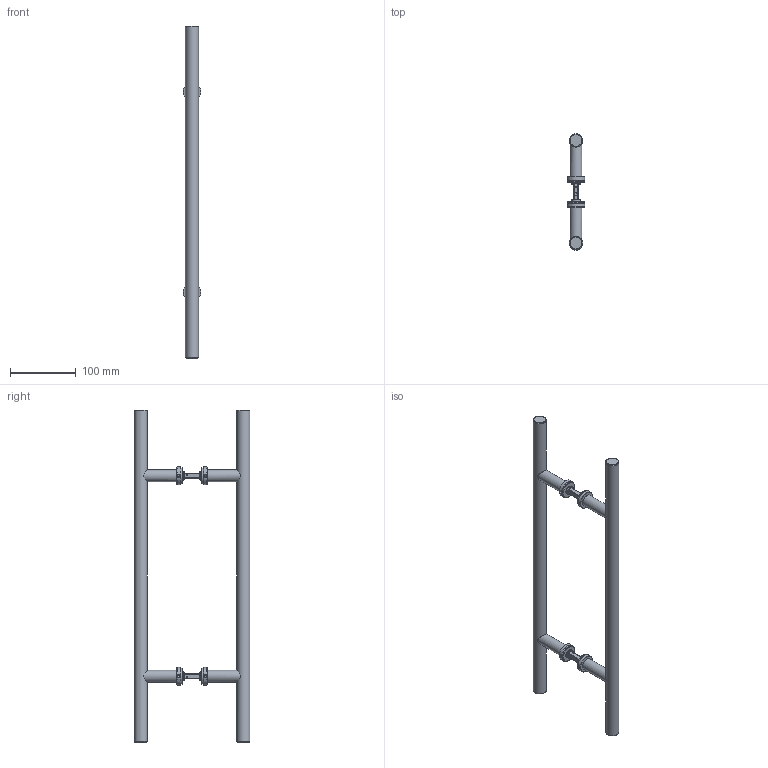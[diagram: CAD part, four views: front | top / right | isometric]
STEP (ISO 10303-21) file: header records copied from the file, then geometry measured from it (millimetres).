
FILE_DESCRIPTION(/* description */ (''),/* implementation_level */ '2;1');
FILE_NAME(/* name */ 'NEPTUNE_505.stp',/* time_stamp */ '2019-08-08T11:43:25+02:00',/* author */ ('DOMINIQUE'),/* organization */ (''),/* preprocessor_version */ 'ST-DEVELOPER v17.2',/* originating_system */ 'Autodesk Inventor 2019',/* authorisation */ '');
FILE_SCHEMA (('AUTOMOTIVE_DESIGN { 1 0 10303 214 3 1 1 }'));
Length unit declared in the file: millimetre
Products named in the file (1): NEPTUNE_505
Bounding box: 27 x 176.2 x 505 mm (x, y, z)
Volume: 378846.8 mm3; surface area: 96925.9 mm2
Topology: 16 solids, 16 shells, 258 faces, 722 edges, 502 vertices
Faces by surface type: plane 102, cylinder 70, cone 58, torus 28
Full cylindrical faces by diameter (mm): 4.1 x4, 4.959 x2, 5 x2, 5.5 x2, 8.376 x4, 8.5 x2, 10.5 x4, 13 x4, 18 x4, 20 x2, 25 x4, 27 x4
Entity records: 9031 total; most frequent: CARTESIAN_POINT 1939, DIRECTION 1474, ORIENTED_EDGE 1420, EDGE_CURVE 710, AXIS2_PLACEMENT_3D 603, VERTEX_POINT 502, CIRCLE 344, EDGE_LOOP 296
